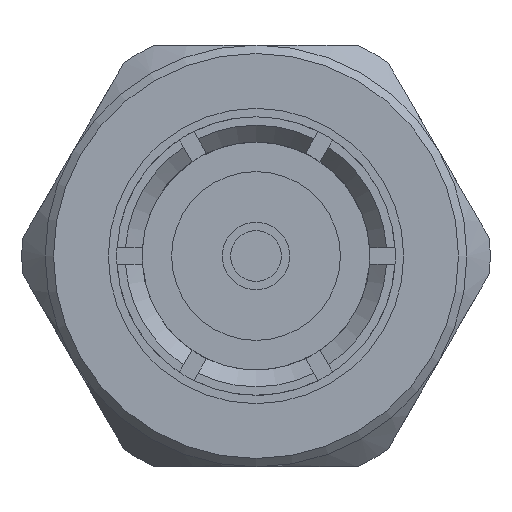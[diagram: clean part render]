
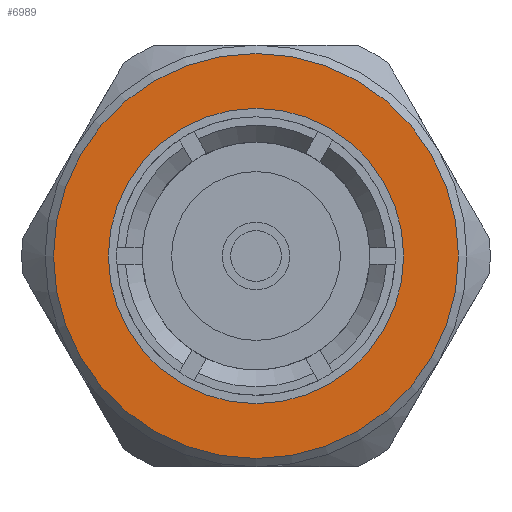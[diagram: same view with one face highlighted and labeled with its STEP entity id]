
A CAD part, left-side view. The second image highlights one B-rep face of the part: STEP entity #6989.
In plain terms, the highlighted planar face has unit normal (-1, 0, 0).
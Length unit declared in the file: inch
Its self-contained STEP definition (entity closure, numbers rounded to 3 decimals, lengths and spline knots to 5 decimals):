
#536 = AXIS2_PLACEMENT_3D ( 'NONE', #8675, #1470, #7064 ) ;
#981 = CARTESIAN_POINT ( 'NONE',  ( 0., 0., 0. ) ) ;
#1037 = PLANE ( 'NONE',  #10103 ) ;
#1470 = DIRECTION ( 'NONE',  ( -1., 0., 0. ) ) ;
#1817 = AXIS2_PLACEMENT_3D ( 'NONE', #981, #4959, #8131 ) ;
#2067 = VERTEX_POINT ( 'NONE', #2218 ) ;
#2218 = CARTESIAN_POINT ( 'NONE',  ( 0., 0., -0.12 ) ) ;
#2586 = FACE_BOUND ( 'NONE', #7249, .T. ) ;
#2635 = CARTESIAN_POINT ( 'NONE',  ( 0., 0., 0. ) ) ;
#2741 = EDGE_CURVE ( 'NONE', #2067, #2067, #5327, .T. ) ;
#2857 = EDGE_LOOP ( 'NONE', ( #4549 ) ) ;
#4549 = ORIENTED_EDGE ( 'NONE', *, *, #2741, .T. ) ;
#4916 = DIRECTION ( 'NONE',  ( 0., 0., -1. ) ) ;
#4959 = DIRECTION ( 'NONE',  ( -1., 0., 0. ) ) ;
#5327 = CIRCLE ( 'NONE', #536, 0.12 ) ;
#5623 = CIRCLE ( 'NONE', #1817, 0.0875 ) ;
#5696 = DIRECTION ( 'NONE',  ( 1., 0., 0. ) ) ;
#6275 = EDGE_CURVE ( 'NONE', #7674, #7674, #5623, .T. ) ;
#6891 = CARTESIAN_POINT ( 'NONE',  ( 0., 0., 0.0875 ) ) ;
#6989 = ADVANCED_FACE ( 'NONE', ( #7983, #2586 ), #1037, .F. ) ;
#7064 = DIRECTION ( 'NONE',  ( 0., 0., -1. ) ) ;
#7249 = EDGE_LOOP ( 'NONE', ( #8429 ) ) ;
#7674 = VERTEX_POINT ( 'NONE', #6891 ) ;
#7983 = FACE_OUTER_BOUND ( 'NONE', #2857, .T. ) ;
#8131 = DIRECTION ( 'NONE',  ( 0., 0., 1. ) ) ;
#8429 = ORIENTED_EDGE ( 'NONE', *, *, #6275, .F. ) ;
#8675 = CARTESIAN_POINT ( 'NONE',  ( 0., 0., 0. ) ) ;
#10103 = AXIS2_PLACEMENT_3D ( 'NONE', #2635, #5696, #4916 ) ;
